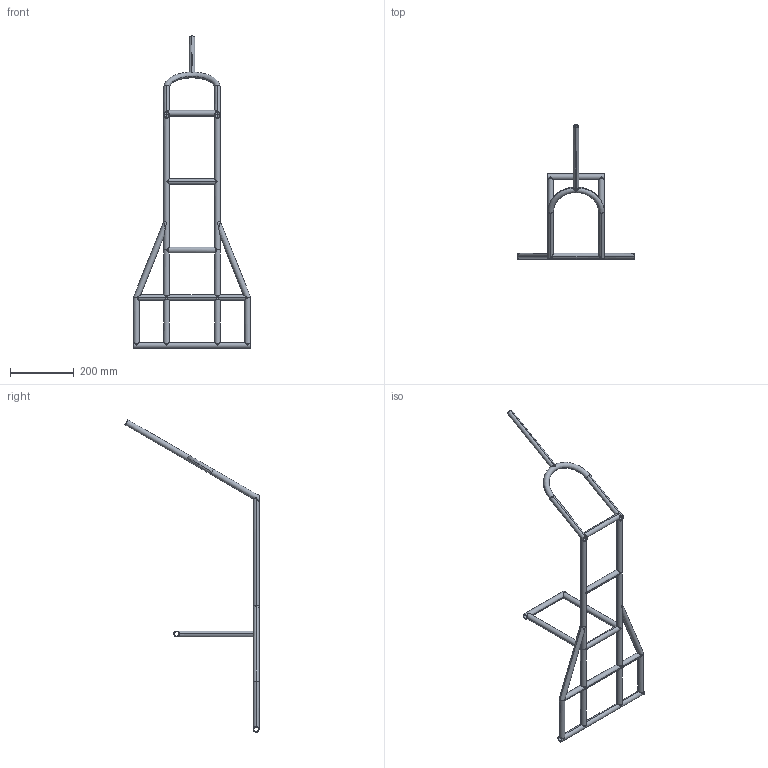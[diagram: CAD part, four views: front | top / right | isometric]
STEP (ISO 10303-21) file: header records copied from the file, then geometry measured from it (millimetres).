
FILE_DESCRIPTION (( 'STEP AP203' ), '1' );
FILE_NAME ('chassis step.STEP', '2016-10-18T07:12:20', ( '' ), ( '' ), 'SwSTEP 2.0', 'SolidWorks 2016', '' );
FILE_SCHEMA (( 'CONFIG_CONTROL_DESIGN' ));
Length unit declared in the file: millimetre
Products named in the file (1): chassis step
Bounding box: 368 x 421.5 x 982.35 mm (x, y, z)
Volume: 371719.7 mm3; surface area: 501193.9 mm2
Topology: 22 solids, 22 shells, 144 faces, 335 edges, 227 vertices
Faces by surface type: cylinder 119, plane 20, torus 5
Entity records: 6581 total; most frequent: CARTESIAN_POINT 3563, ORIENTED_EDGE 670, DIRECTION 500, EDGE_CURVE 335, VERTEX_POINT 227, AXIS2_PLACEMENT_3D 201, EDGE_LOOP 180, FACE_OUTER_BOUND 144
